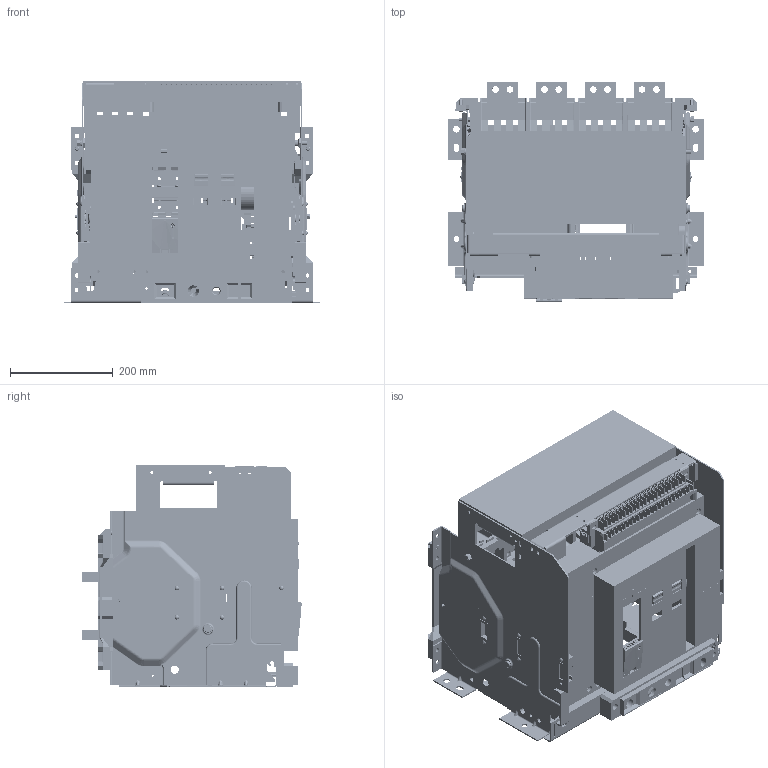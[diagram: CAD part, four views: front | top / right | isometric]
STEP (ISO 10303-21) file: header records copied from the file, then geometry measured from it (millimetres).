
FILE_DESCRIPTION((''),'2;1');
FILE_NAME('NA1-2000-630A-4-CHOUTI','2020-05-08T12:48:57',('fansz'),(''),'CREO PARAMETRIC BY PTC INC, 2018020','CREO PARAMETRIC BY PTC INC, 2018020','');
FILE_SCHEMA(('CONFIG_CONTROL_DESIGN'));
Products named in the file (1): NA1-2000-630A-4-CHOUTI
Bounding box: 500 x 427.29 x 433 mm (x, y, z)
Volume: 7115355.1 mm3; surface area: 3667143.1 mm2
Topology: 1 solids, 17 shells, 12390 faces, 37224 edges, 24336 vertices
Faces by surface type: plane 9454, cylinder 2333, cone 240, torus 152, bspline 117, sphere 59, extrusion 35
Entity records: 424034 total; most frequent: CARTESIAN_POINT 85081, ORIENTED_EDGE 74320, DIRECTION 66080, EDGE_CURVE 37160, VECTOR 30502, LINE 30467, VERTEX_POINT 24331, AXIS2_PLACEMENT_3D 17789
